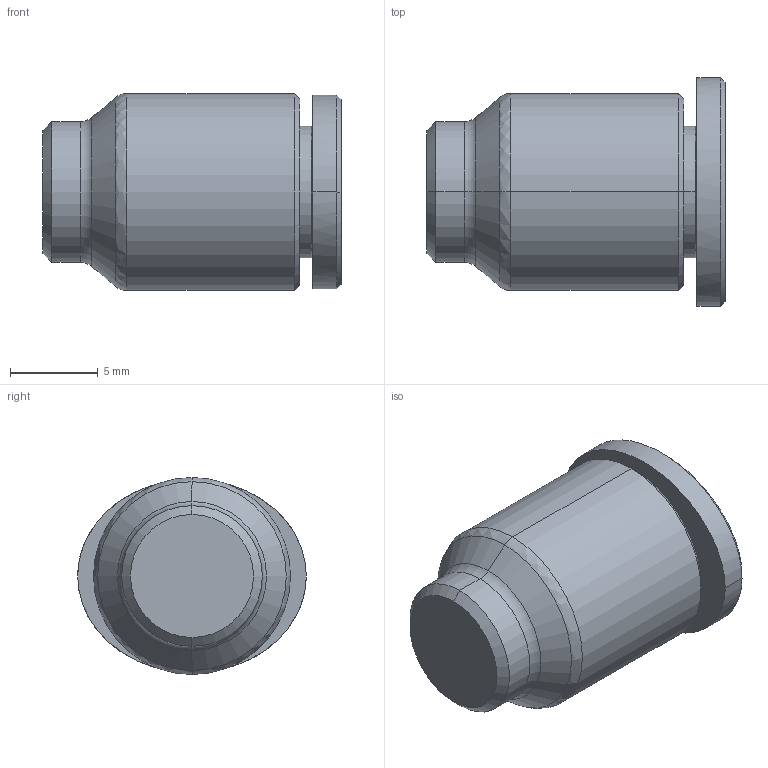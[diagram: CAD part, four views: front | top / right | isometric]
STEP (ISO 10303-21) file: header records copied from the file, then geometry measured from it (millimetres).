
FILE_DESCRIPTION (( 'STEP AP214' ), '1' );
FILE_NAME ('PPF06.STEP', '2015-11-02T15:36:08', ( '' ), ( '' ), 'SwSTEP 2.0', 'SolidWorks 2015', '' );
FILE_SCHEMA (( 'AUTOMOTIVE_DESIGN' ));
Length unit declared in the file: millimetre
Products named in the file (2): ｦ+ﾃｦ1; PPF06
Assembly tree (1 placements, depth 2):
  PPF06
    ｦ+ﾃｦ1
Bounding box: 16.95 x 13 x 11.2 mm (x, y, z)
Volume: 1008.4 mm3; surface area: 1143.7 mm2
Topology: 1 solids, 1 shells, 230 faces, 627 edges, 412 vertices
Faces by surface type: plane 169, bspline 34, cylinder 17, cone 8, torus 2
Entity records: 8576 total; most frequent: CARTESIAN_POINT 2799, ORIENTED_EDGE 1254, DIRECTION 997, EDGE_CURVE 627, LINE 505, VECTOR 505, VERTEX_POINT 412, AXIS2_PLACEMENT_3D 246
